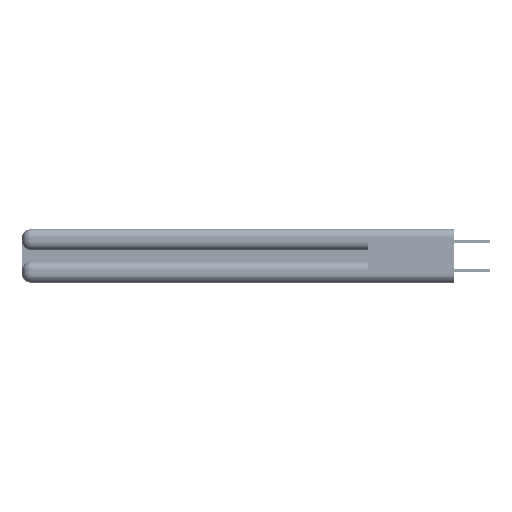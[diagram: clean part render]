
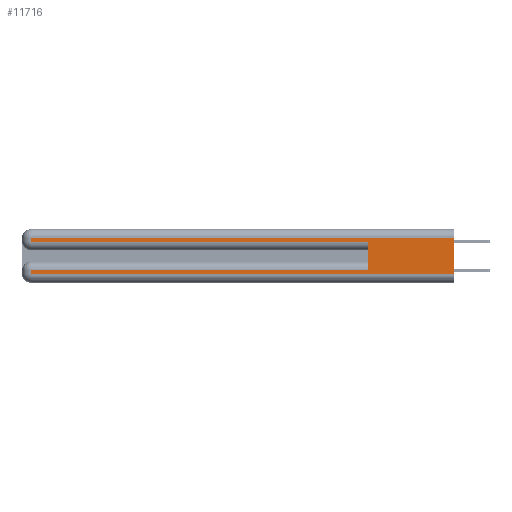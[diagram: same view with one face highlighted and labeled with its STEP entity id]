
A CAD part, left-side view. The second image highlights one B-rep face of the part: STEP entity #11716.
In plain terms, the highlighted planar face has unit normal (-1, 0, 0).
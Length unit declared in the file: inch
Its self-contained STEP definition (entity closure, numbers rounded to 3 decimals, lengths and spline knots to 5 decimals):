
#1861 = VERTEX_POINT ( 'NONE', #15745 ) ;
#2092 = VERTEX_POINT ( 'NONE', #18327 ) ;
#2283 = CARTESIAN_POINT ( 'NONE',  ( 0., 0., 0.285 ) ) ;
#2515 = VECTOR ( 'NONE', #34888, 39.37008 ) ;
#4297 = CARTESIAN_POINT ( 'NONE',  ( 0., 0., 0.37 ) ) ;
#4590 = DIRECTION ( 'NONE',  ( 1., 0., 0. ) ) ;
#5287 = AXIS2_PLACEMENT_3D ( 'NONE', #40664, #4590, #37134 ) ;
#6438 = VECTOR ( 'NONE', #7797, 39.37008 ) ;
#6796 = ORIENTED_EDGE ( 'NONE', *, *, #18222, .F. ) ;
#7797 = DIRECTION ( 'NONE',  ( 0., 0., -1. ) ) ;
#8182 = LINE ( 'NONE', #49738, #43530 ) ;
#8336 = VECTOR ( 'NONE', #42627, 39.37008 ) ;
#8642 = LINE ( 'NONE', #40125, #40277 ) ;
#9211 = CARTESIAN_POINT ( 'NONE',  ( 0., 0., 0.085 ) ) ;
#9311 = ORIENTED_EDGE ( 'NONE', *, *, #32772, .T. ) ;
#9574 = CARTESIAN_POINT ( 'NONE',  ( 0., 2.94, 0.285 ) ) ;
#11454 = DIRECTION ( 'NONE',  ( 0., 0., -1. ) ) ;
#11526 = CARTESIAN_POINT ( 'NONE',  ( 0., 0., 0.31 ) ) ;
#11716 = ADVANCED_FACE ( 'NONE', ( #16734 ), #45242, .F. ) ;
#14246 = EDGE_LOOP ( 'NONE', ( #18228, #48637, #30309, #31481, #6796, #9311, #48006, #36756 ) ) ;
#14332 = VERTEX_POINT ( 'NONE', #18455 ) ;
#14371 = LINE ( 'NONE', #2283, #34648 ) ;
#14736 = VERTEX_POINT ( 'NONE', #26472 ) ;
#15745 = CARTESIAN_POINT ( 'NONE',  ( 0., 0.6, 0.085 ) ) ;
#16734 = FACE_OUTER_BOUND ( 'NONE', #14246, .T. ) ;
#17377 = EDGE_CURVE ( 'NONE', #22193, #14332, #48089, .T. ) ;
#17613 = VERTEX_POINT ( 'NONE', #24469 ) ;
#17824 = VERTEX_POINT ( 'NONE', #24529 ) ;
#18222 = EDGE_CURVE ( 'NONE', #1861, #17824, #8182, .T. ) ;
#18228 = ORIENTED_EDGE ( 'NONE', *, *, #22316, .F. ) ;
#18327 = CARTESIAN_POINT ( 'NONE',  ( 0., 2.94, 0.06 ) ) ;
#18383 = DIRECTION ( 'NONE',  ( 0., -1., 0. ) ) ;
#18455 = CARTESIAN_POINT ( 'NONE',  ( 0., 2.94, 0.31 ) ) ;
#18813 = VECTOR ( 'NONE', #40596, 39.37008 ) ;
#19098 = LINE ( 'NONE', #26721, #8336 ) ;
#22193 = VERTEX_POINT ( 'NONE', #11526 ) ;
#22316 = EDGE_CURVE ( 'NONE', #22193, #17613, #44417, .T. ) ;
#22539 = VECTOR ( 'NONE', #48851, 39.37008 ) ;
#24151 = EDGE_CURVE ( 'NONE', #2092, #17613, #29609, .T. ) ;
#24469 = CARTESIAN_POINT ( 'NONE',  ( 0., 0., 0.06 ) ) ;
#24529 = CARTESIAN_POINT ( 'NONE',  ( 0., 0.6, 0.285 ) ) ;
#26472 = CARTESIAN_POINT ( 'NONE',  ( 0., 2.94, 0.085 ) ) ;
#26721 = CARTESIAN_POINT ( 'NONE',  ( 0., 2.94, 0.37 ) ) ;
#28593 = CARTESIAN_POINT ( 'NONE',  ( 0., 0., 0.06 ) ) ;
#29443 = VERTEX_POINT ( 'NONE', #9574 ) ;
#29609 = LINE ( 'NONE', #28593, #18813 ) ;
#30309 = ORIENTED_EDGE ( 'NONE', *, *, #47261, .T. ) ;
#30832 = CARTESIAN_POINT ( 'NONE',  ( 0., 0., 0.31 ) ) ;
#31481 = ORIENTED_EDGE ( 'NONE', *, *, #38736, .T. ) ;
#32772 = EDGE_CURVE ( 'NONE', #1861, #14736, #48443, .T. ) ;
#34648 = VECTOR ( 'NONE', #18383, 39.37008 ) ;
#34888 = DIRECTION ( 'NONE',  ( 0., 1., 0. ) ) ;
#36756 = ORIENTED_EDGE ( 'NONE', *, *, #24151, .T. ) ;
#37134 = DIRECTION ( 'NONE',  ( 0., 0., -1. ) ) ;
#38736 = EDGE_CURVE ( 'NONE', #29443, #17824, #14371, .T. ) ;
#40125 = CARTESIAN_POINT ( 'NONE',  ( 0., 2.94, 0.37 ) ) ;
#40277 = VECTOR ( 'NONE', #11454, 39.37008 ) ;
#40596 = DIRECTION ( 'NONE',  ( 0., -1., 0. ) ) ;
#40664 = CARTESIAN_POINT ( 'NONE',  ( 0., 0., 0.37 ) ) ;
#42627 = DIRECTION ( 'NONE',  ( 0., 0., -1. ) ) ;
#43530 = VECTOR ( 'NONE', #50246, 39.37008 ) ;
#44417 = LINE ( 'NONE', #4297, #6438 ) ;
#44833 = EDGE_CURVE ( 'NONE', #14736, #2092, #8642, .T. ) ;
#45242 = PLANE ( 'NONE',  #5287 ) ;
#47261 = EDGE_CURVE ( 'NONE', #14332, #29443, #19098, .T. ) ;
#48006 = ORIENTED_EDGE ( 'NONE', *, *, #44833, .T. ) ;
#48089 = LINE ( 'NONE', #30832, #2515 ) ;
#48443 = LINE ( 'NONE', #9211, #22539 ) ;
#48637 = ORIENTED_EDGE ( 'NONE', *, *, #17377, .T. ) ;
#48851 = DIRECTION ( 'NONE',  ( 0., 1., 0. ) ) ;
#49738 = CARTESIAN_POINT ( 'NONE',  ( 0., 0.6, 0.145 ) ) ;
#50246 = DIRECTION ( 'NONE',  ( 0., 0., 1. ) ) ;
